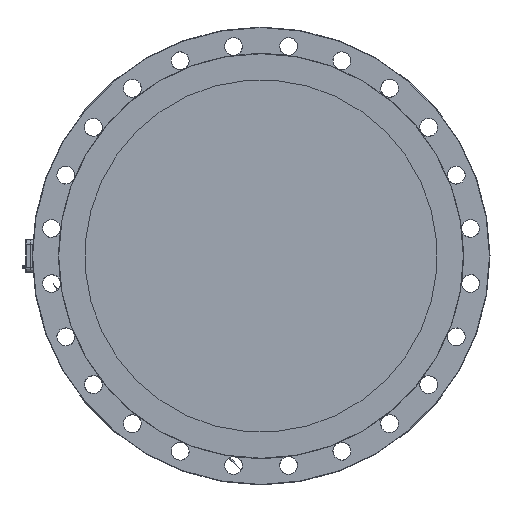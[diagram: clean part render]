
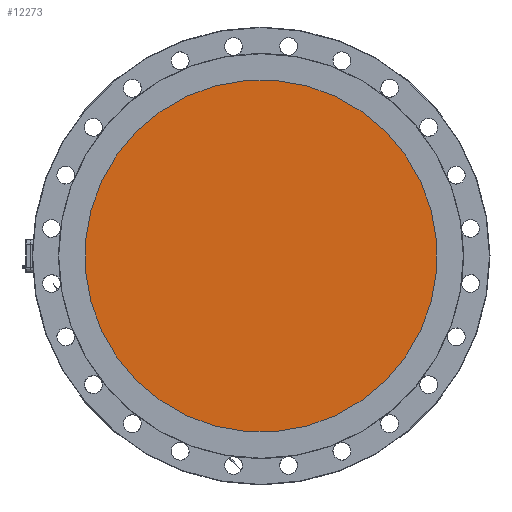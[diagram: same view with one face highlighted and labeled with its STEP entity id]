
A CAD part, left-side view. The second image highlights one B-rep face of the part: STEP entity #12273.
In plain terms, the highlighted planar face has unit normal (-1, 0, 0).
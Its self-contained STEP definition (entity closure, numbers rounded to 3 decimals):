
#2754=PLANE('',#13159);
#3516=FACE_OUTER_BOUND('',#4347,.T.);
#4347=EDGE_LOOP('',(#9706));
#4858=CIRCLE('',#13152,371.);
#5705=VERTEX_POINT('',#21604);
#7110=EDGE_CURVE('',#5705,#5705,#4858,.T.);
#9706=ORIENTED_EDGE('',*,*,#7110,.F.);
#12273=ADVANCED_FACE('',(#3516),#2754,.T.);
#13152=AXIS2_PLACEMENT_3D('',#21605,#15462,#15463);
#13159=AXIS2_PLACEMENT_3D('',#22187,#15482,#15483);
#15462=DIRECTION('center_axis',(1.,0.,0.));
#15463=DIRECTION('ref_axis',(0.,0.,-1.));
#15482=DIRECTION('center_axis',(-1.,0.,0.));
#15483=DIRECTION('ref_axis',(0.,0.,-1.));
#21604=CARTESIAN_POINT('',(-423.,0.,-371.));
#21605=CARTESIAN_POINT('Origin',(-423.,0.,0.));
#22187=CARTESIAN_POINT('Origin',(-423.,0.,0.));
